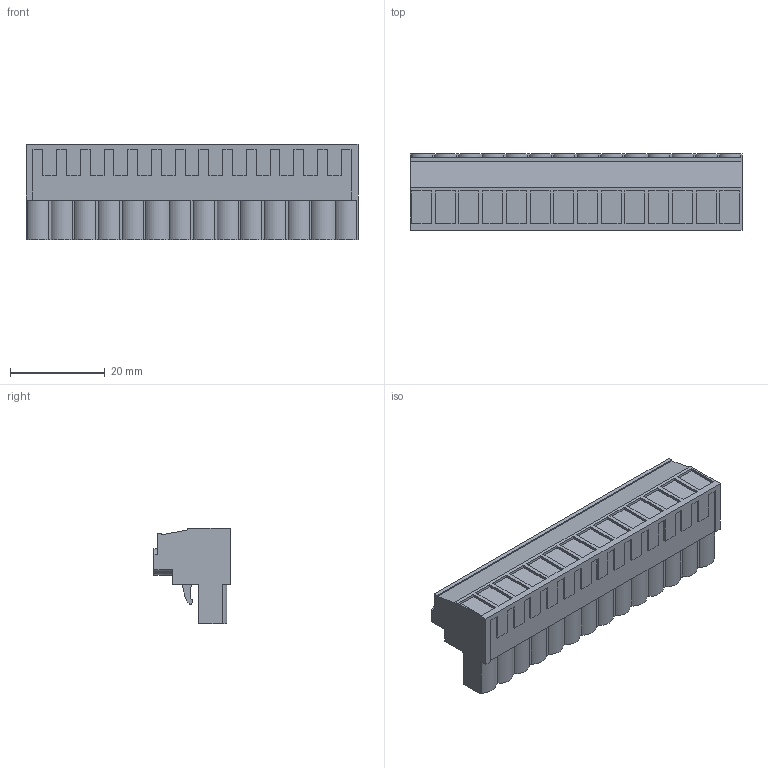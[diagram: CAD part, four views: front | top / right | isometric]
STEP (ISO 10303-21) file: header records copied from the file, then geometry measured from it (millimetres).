
FILE_DESCRIPTION(('CATIA V5 STEP Exchange','CAx-IF Rec.Pracs.--- Model Styling and Organization---1.2---2011-12-15'),'2;1');
FILE_NAME ('D1460301_0_1954370000_1954370000.stp','2017-05-25T06:38:25+00:00',('none'),('Weidmueller'),'CATIA Version 5-6 Release 2014','CATIA V5 STEP AP214','none');
FILE_SCHEMA(('AUTOMOTIVE_DESIGN { 1 0 10303 214 1 1 1 1 }'));
Length unit declared in the file: millimetre
Products named in the file (1): 1954370000
Bounding box: 70 x 16.1 x 20.1 mm (x, y, z)
Volume: 13886.2 mm3; surface area: 7537 mm2
Topology: 15 solids, 15 shells, 888 faces, 2532 edges, 1730 vertices
Faces by surface type: plane 726, cylinder 162
Entity records: 27102 total; most frequent: CARTESIAN_POINT 5151, ORIENTED_EDGE 5064, DIRECTION 3620, EDGE_CURVE 2532, VECTOR 2124, LINE 2124, VERTEX_POINT 1730, EDGE_LOOP 944
